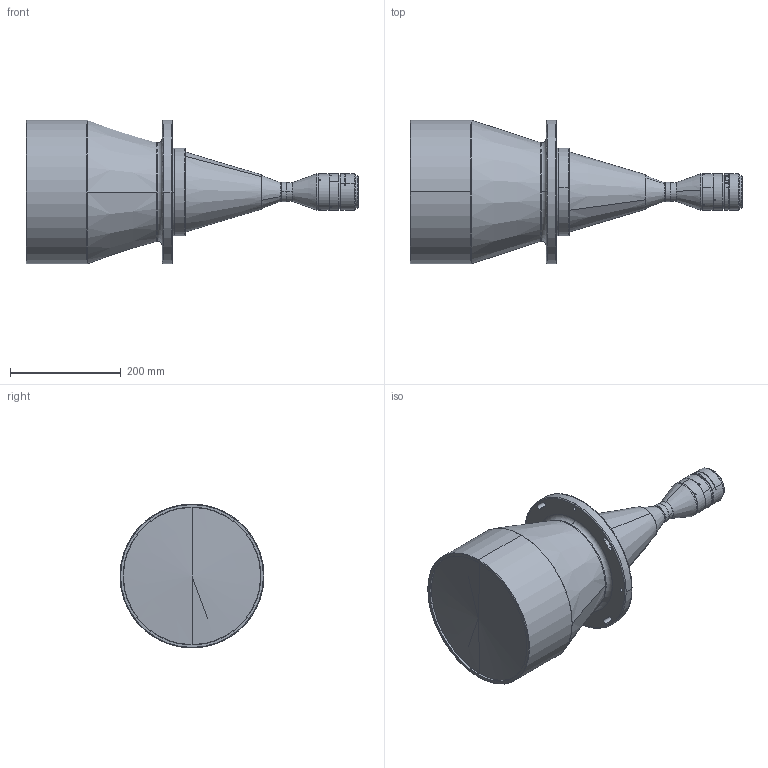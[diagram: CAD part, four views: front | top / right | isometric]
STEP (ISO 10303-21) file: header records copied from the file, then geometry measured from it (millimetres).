
FILE_DESCRIPTION (( 'STEP AP203' ), '1' );
FILE_NAME ('DTCM210-216-M58-AL.STEP', '2019-07-09T09:05:34', ( '' ), ( '' ), 'SwSTEP 2.0', 'SolidWorks 2017', '' );
FILE_SCHEMA (( 'CONFIG_CONTROL_DESIGN' ));
Length unit declared in the file: millimetre
Products named in the file (1): DTCM210-216-M58-AL
Bounding box: 600.14 x 260 x 260 mm (x, y, z)
Volume: 13815973.4 mm3; surface area: 417220.8 mm2
Topology: 1 solids, 6 shells, 188 faces, 442 edges, 282 vertices
Faces by surface type: cylinder 101, cone 46, plane 25, bspline 14, torus 2
Entity records: 6355 total; most frequent: CARTESIAN_POINT 1988, DIRECTION 922, ORIENTED_EDGE 876, EDGE_CURVE 438, AXIS2_PLACEMENT_3D 390, VERTEX_POINT 282, EDGE_LOOP 224, CIRCLE 215
